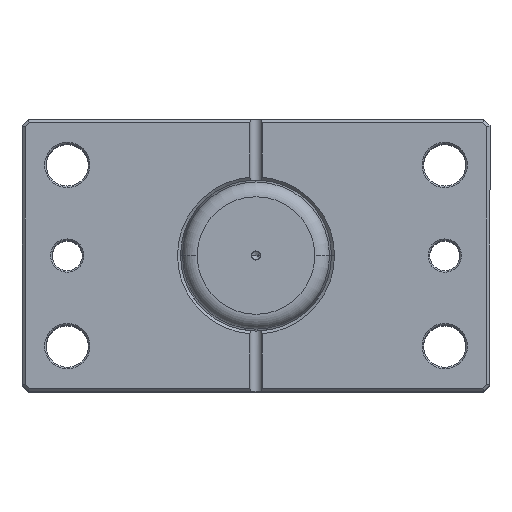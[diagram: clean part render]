
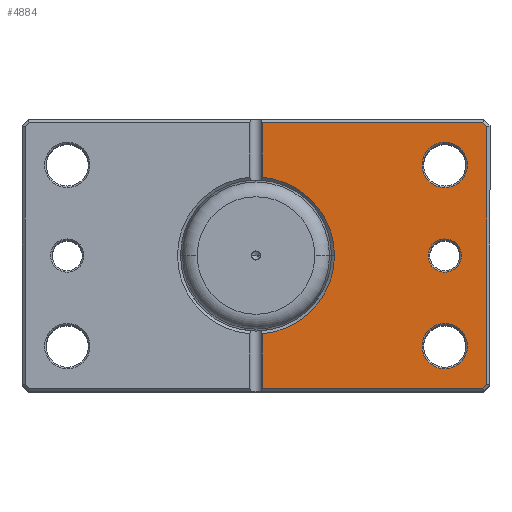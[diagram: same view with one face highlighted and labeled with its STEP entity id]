
A CAD part, top view. The second image highlights one B-rep face of the part: STEP entity #4884.
In plain terms, the highlighted face is planar.
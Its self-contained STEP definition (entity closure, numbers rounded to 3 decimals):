
#85 = CIRCLE ( 'NONE', #4167, 5.5 ) ;
#141 = EDGE_CURVE ( 'NONE', #3763, #4517, #754, .T. ) ;
#189 = VERTEX_POINT ( 'NONE', #3668 ) ;
#201 = CARTESIAN_POINT ( 'NONE',  ( -26., 0., 0. ) ) ;
#241 = DIRECTION ( 'NONE',  ( 1., 0., 0. ) ) ;
#337 = AXIS2_PLACEMENT_3D ( 'NONE', #746, #4595, #1290 ) ;
#409 = DIRECTION ( 'NONE',  ( 0., -1., 0. ) ) ;
#455 = AXIS2_PLACEMENT_3D ( 'NONE', #3122, #6263, #5418 ) ;
#676 = DIRECTION ( 'NONE',  ( 0., -1., 0. ) ) ;
#721 = VERTEX_POINT ( 'NONE', #3564 ) ;
#746 = CARTESIAN_POINT ( 'NONE',  ( -62.5, 30., 0. ) ) ;
#754 = CIRCLE ( 'NONE', #455, 7.5 ) ;
#779 = AXIS2_PLACEMENT_3D ( 'NONE', #6309, #3015, #6856 ) ;
#786 = LINE ( 'NONE', #5082, #2253 ) ;
#837 = ORIENTED_EDGE ( 'NONE', *, *, #2681, .T. ) ;
#870 = VECTOR ( 'NONE', #676, 1000. ) ;
#879 = LINE ( 'NONE', #3709, #1994 ) ;
#932 = CARTESIAN_POINT ( 'NONE',  ( -62.5, 0., 0. ) ) ;
#950 = CARTESIAN_POINT ( 'NONE',  ( -75.086, 44., 0. ) ) ;
#994 = DIRECTION ( 'NONE',  ( 0.707, 0.707, 0. ) ) ;
#1018 = VERTEX_POINT ( 'NONE', #6676 ) ;
#1065 = FACE_BOUND ( 'NONE', #2547, .T. ) ;
#1221 = VERTEX_POINT ( 'NONE', #3791 ) ;
#1290 = DIRECTION ( 'NONE',  ( 1., 0., 0. ) ) ;
#1331 = CARTESIAN_POINT ( 'NONE',  ( -55., 30., 0. ) ) ;
#1378 = DIRECTION ( 'NONE',  ( 1., 0., 0. ) ) ;
#1448 = CARTESIAN_POINT ( 'NONE',  ( -62.5, -30., 0. ) ) ;
#1468 = DIRECTION ( 'NONE',  ( 1., 0., 0. ) ) ;
#1512 = ORIENTED_EDGE ( 'NONE', *, *, #6675, .T. ) ;
#1576 = CARTESIAN_POINT ( 'NONE',  ( -76.5, 0., 0. ) ) ;
#1803 = DIRECTION ( 'NONE',  ( -0.707, 0.707, 0. ) ) ;
#1943 = VERTEX_POINT ( 'NONE', #5053 ) ;
#1988 = VECTOR ( 'NONE', #1803, 1000. ) ;
#1994 = VECTOR ( 'NONE', #409, 1000. ) ;
#2006 = VECTOR ( 'NONE', #5470, 1000. ) ;
#2019 = DIRECTION ( 'NONE',  ( 1., 0., 0. ) ) ;
#2062 = ORIENTED_EDGE ( 'NONE', *, *, #3828, .T. ) ;
#2135 = CARTESIAN_POINT ( 'NONE',  ( -76.5, 42.586, 0. ) ) ;
#2205 = AXIS2_PLACEMENT_3D ( 'NONE', #6852, #3547, #241 ) ;
#2224 = EDGE_CURVE ( 'NONE', #189, #1943, #85, .T. ) ;
#2253 = VECTOR ( 'NONE', #6738, 1000. ) ;
#2277 = DIRECTION ( 'NONE',  ( 0., 0., 1. ) ) ;
#2344 = LINE ( 'NONE', #3976, #870 ) ;
#2354 = VERTEX_POINT ( 'NONE', #5439 ) ;
#2361 = EDGE_CURVE ( 'NONE', #1018, #5516, #4934, .T. ) ;
#2418 = DIRECTION ( 'NONE',  ( 0., 0., 1. ) ) ;
#2515 = CARTESIAN_POINT ( 'NONE',  ( -75.086, -44., 0. ) ) ;
#2541 = CIRCLE ( 'NONE', #3542, 5.5 ) ;
#2547 = EDGE_LOOP ( 'NONE', ( #5500, #4635 ) ) ;
#2563 = EDGE_CURVE ( 'NONE', #721, #4902, #3190, .T. ) ;
#2614 = VECTOR ( 'NONE', #994, 1000. ) ;
#2618 = EDGE_CURVE ( 'NONE', #4902, #721, #2694, .T. ) ;
#2681 = EDGE_CURVE ( 'NONE', #6050, #1221, #3974, .T. ) ;
#2694 = CIRCLE ( 'NONE', #2205, 7.5 ) ;
#2778 = EDGE_LOOP ( 'NONE', ( #4208, #3590 ) ) ;
#2811 = CARTESIAN_POINT ( 'NONE',  ( -2., -44., 0. ) ) ;
#2957 = EDGE_CURVE ( 'NONE', #4088, #4518, #786, .T. ) ;
#2979 = DIRECTION ( 'NONE',  ( 0., 0., 1. ) ) ;
#3015 = DIRECTION ( 'NONE',  ( 0., 0., 1. ) ) ;
#3060 = VERTEX_POINT ( 'NONE', #201 ) ;
#3122 = CARTESIAN_POINT ( 'NONE',  ( -62.5, -30., 0. ) ) ;
#3190 = CIRCLE ( 'NONE', #337, 7.5 ) ;
#3240 = ORIENTED_EDGE ( 'NONE', *, *, #4704, .T. ) ;
#3506 = ORIENTED_EDGE ( 'NONE', *, *, #6639, .T. ) ;
#3542 = AXIS2_PLACEMENT_3D ( 'NONE', #5716, #2418, #6272 ) ;
#3547 = DIRECTION ( 'NONE',  ( 0., 0., 1. ) ) ;
#3564 = CARTESIAN_POINT ( 'NONE',  ( -70., 30., 0. ) ) ;
#3590 = ORIENTED_EDGE ( 'NONE', *, *, #141, .T. ) ;
#3668 = CARTESIAN_POINT ( 'NONE',  ( -68., 0., 0. ) ) ;
#3709 = CARTESIAN_POINT ( 'NONE',  ( -2., 45., 0. ) ) ;
#3763 = VERTEX_POINT ( 'NONE', #4019 ) ;
#3791 = CARTESIAN_POINT ( 'NONE',  ( -2., 44., 0. ) ) ;
#3793 = VECTOR ( 'NONE', #1378, 1000. ) ;
#3828 = EDGE_CURVE ( 'NONE', #3060, #5641, #7094, .T. ) ;
#3974 = LINE ( 'NONE', #4691, #3793 ) ;
#3976 = CARTESIAN_POINT ( 'NONE',  ( -2., 45., 0. ) ) ;
#3995 = FACE_BOUND ( 'NONE', #2778, .T. ) ;
#4019 = CARTESIAN_POINT ( 'NONE',  ( -55., -30., 0. ) ) ;
#4088 = VERTEX_POINT ( 'NONE', #2811 ) ;
#4167 = AXIS2_PLACEMENT_3D ( 'NONE', #932, #4788, #1468 ) ;
#4208 = ORIENTED_EDGE ( 'NONE', *, *, #5337, .T. ) ;
#4281 = CARTESIAN_POINT ( 'NONE',  ( -59.543, 59.543, 0. ) ) ;
#4517 = VERTEX_POINT ( 'NONE', #5805 ) ;
#4518 = VERTEX_POINT ( 'NONE', #2515 ) ;
#4595 = DIRECTION ( 'NONE',  ( 0., 0., 1. ) ) ;
#4610 = CARTESIAN_POINT ( 'NONE',  ( 0., 0., 0. ) ) ;
#4635 = ORIENTED_EDGE ( 'NONE', *, *, #2618, .T. ) ;
#4691 = CARTESIAN_POINT ( 'NONE',  ( 0., 44., 0. ) ) ;
#4704 = EDGE_CURVE ( 'NONE', #2354, #3060, #5211, .T. ) ;
#4788 = DIRECTION ( 'NONE',  ( 0., 0., 1. ) ) ;
#4819 = ORIENTED_EDGE ( 'NONE', *, *, #5173, .T. ) ;
#4868 = EDGE_CURVE ( 'NONE', #1943, #189, #2541, .T. ) ;
#4876 = EDGE_LOOP ( 'NONE', ( #5750, #5934 ) ) ;
#4884 = ADVANCED_FACE ( 'NONE', ( #6920, #3995, #1065, #6751 ), #6250, .F. ) ;
#4902 = VERTEX_POINT ( 'NONE', #1331 ) ;
#4903 = ORIENTED_EDGE ( 'NONE', *, *, #5424, .T. ) ;
#4934 = LINE ( 'NONE', #1576, #2006 ) ;
#5053 = CARTESIAN_POINT ( 'NONE',  ( -57., 0., 0. ) ) ;
#5077 = ORIENTED_EDGE ( 'NONE', *, *, #2957, .T. ) ;
#5082 = CARTESIAN_POINT ( 'NONE',  ( 0., -44., 0. ) ) ;
#5116 = CARTESIAN_POINT ( 'NONE',  ( -59.543, -59.543, 0. ) ) ;
#5173 = EDGE_CURVE ( 'NONE', #5516, #6050, #6052, .T. ) ;
#5211 = CIRCLE ( 'NONE', #6276, 26. ) ;
#5240 = ORIENTED_EDGE ( 'NONE', *, *, #2361, .T. ) ;
#5324 = DIRECTION ( 'NONE',  ( 0., 0., 1. ) ) ;
#5337 = EDGE_CURVE ( 'NONE', #4517, #3763, #6726, .T. ) ;
#5400 = AXIS2_PLACEMENT_3D ( 'NONE', #4610, #2979, #6812 ) ;
#5418 = DIRECTION ( 'NONE',  ( 1., 0., 0. ) ) ;
#5424 = EDGE_CURVE ( 'NONE', #1221, #2354, #879, .T. ) ;
#5439 = CARTESIAN_POINT ( 'NONE',  ( -2., 25.923, 0. ) ) ;
#5470 = DIRECTION ( 'NONE',  ( 0., 1., 0. ) ) ;
#5500 = ORIENTED_EDGE ( 'NONE', *, *, #2563, .T. ) ;
#5516 = VERTEX_POINT ( 'NONE', #2135 ) ;
#5569 = CARTESIAN_POINT ( 'NONE',  ( 0., 0., 0. ) ) ;
#5641 = VERTEX_POINT ( 'NONE', #6622 ) ;
#5716 = CARTESIAN_POINT ( 'NONE',  ( -62.5, 0., 0. ) ) ;
#5750 = ORIENTED_EDGE ( 'NONE', *, *, #2224, .T. ) ;
#5805 = CARTESIAN_POINT ( 'NONE',  ( -70., -30., 0. ) ) ;
#5934 = ORIENTED_EDGE ( 'NONE', *, *, #4868, .T. ) ;
#6050 = VERTEX_POINT ( 'NONE', #950 ) ;
#6052 = LINE ( 'NONE', #4281, #2614 ) ;
#6084 = EDGE_LOOP ( 'NONE', ( #4903, #3240, #2062, #3506, #5077, #1512, #5240, #4819, #837 ) ) ;
#6119 = DIRECTION ( 'NONE',  ( 1., 0., 0. ) ) ;
#6250 = PLANE ( 'NONE',  #5400 ) ;
#6263 = DIRECTION ( 'NONE',  ( 0., 0., 1. ) ) ;
#6272 = DIRECTION ( 'NONE',  ( 1., 0., 0. ) ) ;
#6276 = AXIS2_PLACEMENT_3D ( 'NONE', #5569, #2277, #6119 ) ;
#6309 = CARTESIAN_POINT ( 'NONE',  ( 0., 0., 0. ) ) ;
#6390 = LINE ( 'NONE', #5116, #1988 ) ;
#6622 = CARTESIAN_POINT ( 'NONE',  ( -2., -25.923, 0. ) ) ;
#6639 = EDGE_CURVE ( 'NONE', #5641, #4088, #2344, .T. ) ;
#6675 = EDGE_CURVE ( 'NONE', #4518, #1018, #6390, .T. ) ;
#6676 = CARTESIAN_POINT ( 'NONE',  ( -76.5, -42.586, 0. ) ) ;
#6726 = CIRCLE ( 'NONE', #6956, 7.5 ) ;
#6738 = DIRECTION ( 'NONE',  ( -1., 0., 0. ) ) ;
#6751 = FACE_OUTER_BOUND ( 'NONE', #6084, .T. ) ;
#6812 = DIRECTION ( 'NONE',  ( 1., 0., 0. ) ) ;
#6852 = CARTESIAN_POINT ( 'NONE',  ( -62.5, 30., 0. ) ) ;
#6856 = DIRECTION ( 'NONE',  ( 1., 0., 0. ) ) ;
#6920 = FACE_BOUND ( 'NONE', #4876, .T. ) ;
#6956 = AXIS2_PLACEMENT_3D ( 'NONE', #1448, #5324, #2019 ) ;
#7094 = CIRCLE ( 'NONE', #779, 26. ) ;
